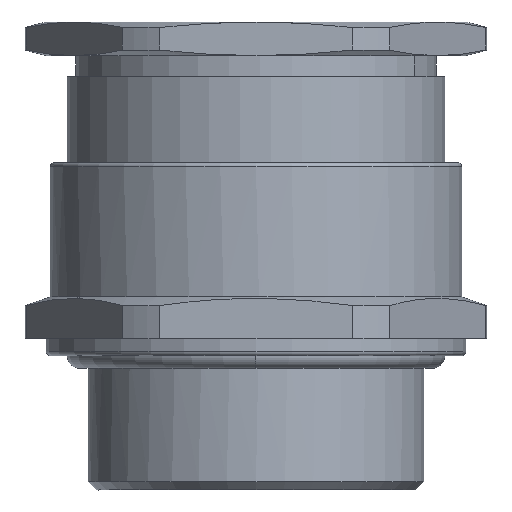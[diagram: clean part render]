
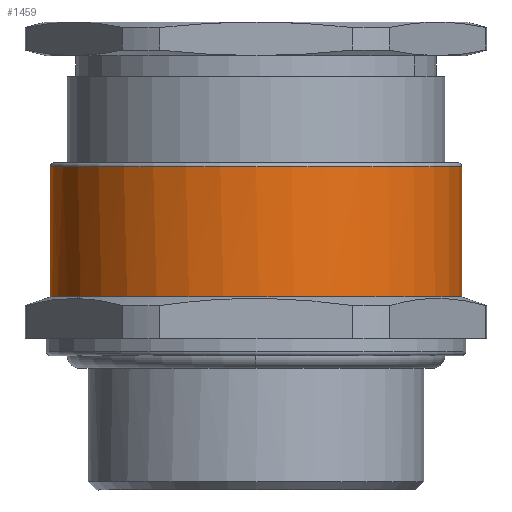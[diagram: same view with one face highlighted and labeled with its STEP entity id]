
A CAD part, left-side view. The second image highlights one B-rep face of the part: STEP entity #1459.
In plain terms, the highlighted cylindrical face has radius 24.5 mm (diameter 49 mm), a partial arc.
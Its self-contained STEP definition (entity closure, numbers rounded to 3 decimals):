
#300=AXIS2_PLACEMENT_3D('Circle Axis2P3D',#298,#299,$) ;
#407=AXIS2_PLACEMENT_3D('Circle Axis2P3D',#405,#406,$) ;
#1418=AXIS2_PLACEMENT_3D('Cylinder Axis2P3D',#1415,#1416,#1417) ;
#1449=AXIS2_PLACEMENT_3D('Circle Axis2P3D',#1447,#1448,$) ;
#295=CARTESIAN_POINT('Vertex',(12.253,48.423,23.)) ;
#298=CARTESIAN_POINT('Axis2P3D Location',(25.,27.5,23.)) ;
#302=CARTESIAN_POINT('Vertex',(25.,52.,23.)) ;
#402=CARTESIAN_POINT('Vertex',(25.,3.,23.)) ;
#405=CARTESIAN_POINT('Axis2P3D Location',(25.,27.5,23.)) ;
#1415=CARTESIAN_POINT('Axis2P3D Location',(25.,27.5,31.)) ;
#1420=CARTESIAN_POINT('Line Origine',(25.,3.,31.)) ;
#1424=CARTESIAN_POINT('Vertex',(25.,3.,38.5)) ;
#1427=CARTESIAN_POINT('Line Origine',(25.,52.,31.)) ;
#1431=CARTESIAN_POINT('Vertex',(25.,52.,38.5)) ;
#1447=CARTESIAN_POINT('Axis2P3D Location',(25.,27.5,38.5)) ;
#299=DIRECTION('Axis2P3D Direction',(0.,0.,-1.)) ;
#406=DIRECTION('Axis2P3D Direction',(0.,0.,-1.)) ;
#1416=DIRECTION('Axis2P3D Direction',(0.,0.,1.)) ;
#1417=DIRECTION('Axis2P3D XDirection',(0.,-1.,0.)) ;
#1421=DIRECTION('Vector Direction',(0.,0.,1.)) ;
#1428=DIRECTION('Vector Direction',(0.,0.,1.)) ;
#1448=DIRECTION('Axis2P3D Direction',(0.,0.,1.)) ;
#1422=VECTOR('Line Direction',#1421,1.) ;
#1429=VECTOR('Line Direction',#1428,1.) ;
#1453=ORIENTED_EDGE('',*,*,#1433,.T.) ;
#1454=ORIENTED_EDGE('',*,*,#304,.T.) ;
#1455=ORIENTED_EDGE('',*,*,#409,.T.) ;
#1456=ORIENTED_EDGE('',*,*,#1426,.F.) ;
#1457=ORIENTED_EDGE('',*,*,#1451,.F.) ;
#1459=ADVANCED_FACE('Part1.1\\Koerper.2',(#1458),#1419,.T.) ;
#301=CIRCLE('generated circle',#300,24.5) ;
#408=CIRCLE('generated circle',#407,24.5) ;
#1450=CIRCLE('generated circle',#1449,24.5) ;
#1419=CYLINDRICAL_SURFACE('generated cylinder',#1418,24.5) ;
#304=EDGE_CURVE('',#303,#296,#301,.F.) ;
#409=EDGE_CURVE('',#296,#403,#408,.F.) ;
#1426=EDGE_CURVE('',#1425,#403,#1423,.F.) ;
#1433=EDGE_CURVE('',#1432,#303,#1430,.F.) ;
#1451=EDGE_CURVE('',#1432,#1425,#1450,.T.) ;
#1452=EDGE_LOOP('',(#1453,#1454,#1455,#1456,#1457)) ;
#1458=FACE_OUTER_BOUND('',#1452,.T.) ;
#1423=LINE('Line',#1420,#1422) ;
#1430=LINE('Line',#1427,#1429) ;
#296=VERTEX_POINT('',#295) ;
#303=VERTEX_POINT('',#302) ;
#403=VERTEX_POINT('',#402) ;
#1425=VERTEX_POINT('',#1424) ;
#1432=VERTEX_POINT('',#1431) ;
